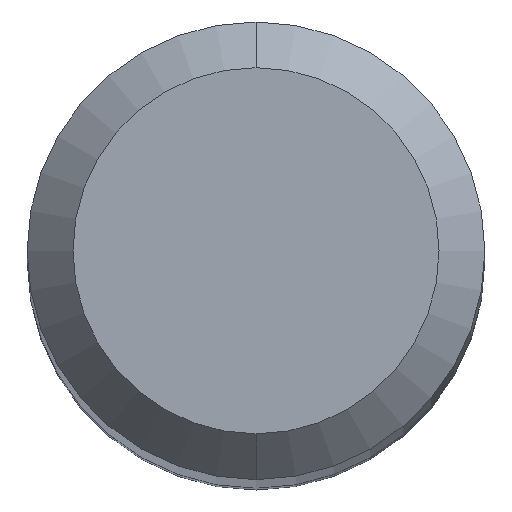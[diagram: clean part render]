
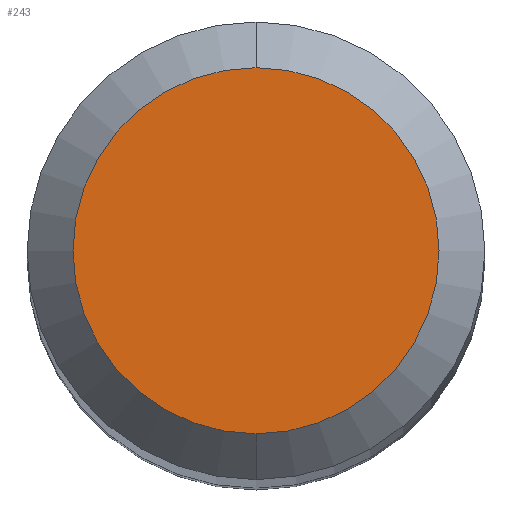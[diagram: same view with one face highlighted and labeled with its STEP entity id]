
A CAD part, top view. The second image highlights one B-rep face of the part: STEP entity #243.
In plain terms, the highlighted planar face has unit normal (0, 0, 1).
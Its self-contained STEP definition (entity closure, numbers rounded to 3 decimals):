
#243=ADVANCED_FACE('',(#525),#526,.T.);
#265=EDGE_CURVE('',#397,#413,#549,.T.);
#269=EDGE_CURVE('',#413,#397,#553,.T.);
#397=VERTEX_POINT('',#696);
#413=VERTEX_POINT('',#714);
#525=FACE_OUTER_BOUND('',#926,.T.);
#526=PLANE('',#927);
#549=CIRCLE('',#971,1.2);
#553=CIRCLE('',#977,1.2);
#696=CARTESIAN_POINT('',(0.,-1.2,0.0));
#714=CARTESIAN_POINT('',(0.0,1.2,0.0));
#926=EDGE_LOOP('',(#1400,#1401));
#927=AXIS2_PLACEMENT_3D('',#1402,#1403,#1404);
#971=AXIS2_PLACEMENT_3D('',#1416,#1417,#1418);
#977=AXIS2_PLACEMENT_3D('',#1422,#1423,#1424);
#1400=ORIENTED_EDGE('',*,*,#269,.F.);
#1401=ORIENTED_EDGE('',*,*,#265,.F.);
#1402=CARTESIAN_POINT('',(0.0,0.6,0.0));
#1403=DIRECTION('',(-0.0,0.0,1.0));
#1404=DIRECTION('',(0.0,-1.0,0.0));
#1416=CARTESIAN_POINT('',(0.0,0.0,0.0));
#1417=DIRECTION('',(0.0,0.0,-1.0));
#1418=DIRECTION('',(0.0,1.0,0.0));
#1422=CARTESIAN_POINT('',(0.0,0.0,0.0));
#1423=DIRECTION('',(0.0,0.0,-1.0));
#1424=DIRECTION('',(0.0,1.0,0.0));
